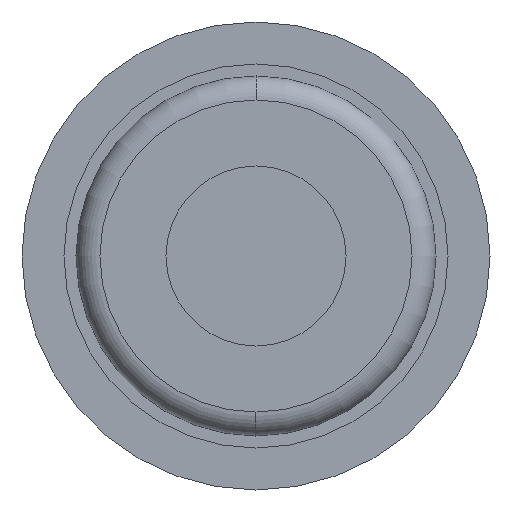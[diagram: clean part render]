
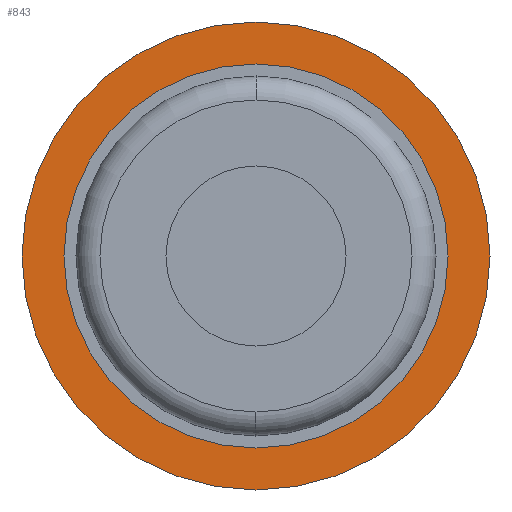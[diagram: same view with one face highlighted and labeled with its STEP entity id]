
A CAD part, front view. The second image highlights one B-rep face of the part: STEP entity #843.
In plain terms, the highlighted planar face has unit normal (0, -1, 0).
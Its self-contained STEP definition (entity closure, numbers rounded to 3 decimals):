
#16 = DIRECTION ( 'NONE',  ( 0., 0., 1. ) ) ;
#67 = CARTESIAN_POINT ( 'NONE',  ( 0., 0., 0. ) ) ;
#90 = EDGE_LOOP ( 'NONE', ( #850, #2462 ) ) ;
#102 = EDGE_CURVE ( 'NONE', #626, #2427, #1940, .T. ) ;
#233 = PLANE ( 'NONE',  #2674 ) ;
#247 = CARTESIAN_POINT ( 'NONE',  ( 0., 0., 0. ) ) ;
#356 = DIRECTION ( 'NONE',  ( 0., 0., -1. ) ) ;
#456 = DIRECTION ( 'NONE',  ( 1., 0., 0. ) ) ;
#626 = VERTEX_POINT ( 'NONE', #2708 ) ;
#744 = CIRCLE ( 'NONE', #2671, 16. ) ;
#843 = ADVANCED_FACE ( 'NONE', ( #2624, #2379 ), #233, .T. ) ;
#850 = ORIENTED_EDGE ( 'NONE', *, *, #102, .T. ) ;
#855 = EDGE_LOOP ( 'NONE', ( #2884, #857 ) ) ;
#857 = ORIENTED_EDGE ( 'NONE', *, *, #2965, .F. ) ;
#915 = AXIS2_PLACEMENT_3D ( 'NONE', #247, #2859, #16 ) ;
#1022 = DIRECTION ( 'NONE',  ( 0., -1., 0. ) ) ;
#1053 = DIRECTION ( 'NONE',  ( 0., 0., -1. ) ) ;
#1237 = DIRECTION ( 'NONE',  ( 0., -1., 0. ) ) ;
#1255 = CARTESIAN_POINT ( 'NONE',  ( 0., 0., 0. ) ) ;
#1285 = VERTEX_POINT ( 'NONE', #1943 ) ;
#1485 = CARTESIAN_POINT ( 'NONE',  ( 0., 0., -19.5 ) ) ;
#1747 = DIRECTION ( 'NONE',  ( 0., 0., 1. ) ) ;
#1775 = CIRCLE ( 'NONE', #2720, 16. ) ;
#1940 = CIRCLE ( 'NONE', #2189, 19.5 ) ;
#1943 = CARTESIAN_POINT ( 'NONE',  ( 0., 0., -16. ) ) ;
#2018 = CARTESIAN_POINT ( 'NONE',  ( 0., 0., 16. ) ) ;
#2106 = CIRCLE ( 'NONE', #915, 19.5 ) ;
#2114 = CARTESIAN_POINT ( 'NONE',  ( -19.862, 0., -19.5 ) ) ;
#2189 = AXIS2_PLACEMENT_3D ( 'NONE', #67, #1237, #1747 ) ;
#2249 = DIRECTION ( 'NONE',  ( 0., -1., 0. ) ) ;
#2330 = DIRECTION ( 'NONE',  ( 0., -1., 0. ) ) ;
#2379 = FACE_BOUND ( 'NONE', #855, .T. ) ;
#2414 = EDGE_CURVE ( 'NONE', #2427, #626, #2106, .T. ) ;
#2427 = VERTEX_POINT ( 'NONE', #1485 ) ;
#2462 = ORIENTED_EDGE ( 'NONE', *, *, #2414, .T. ) ;
#2624 = FACE_OUTER_BOUND ( 'NONE', #90, .T. ) ;
#2671 = AXIS2_PLACEMENT_3D ( 'NONE', #2915, #2249, #1053 ) ;
#2674 = AXIS2_PLACEMENT_3D ( 'NONE', #2114, #2330, #456 ) ;
#2708 = CARTESIAN_POINT ( 'NONE',  ( 0., 0., 19.5 ) ) ;
#2720 = AXIS2_PLACEMENT_3D ( 'NONE', #1255, #1022, #356 ) ;
#2859 = DIRECTION ( 'NONE',  ( 0., -1., 0. ) ) ;
#2884 = ORIENTED_EDGE ( 'NONE', *, *, #2961, .F. ) ;
#2915 = CARTESIAN_POINT ( 'NONE',  ( 0., 0., 0. ) ) ;
#2960 = VERTEX_POINT ( 'NONE', #2018 ) ;
#2961 = EDGE_CURVE ( 'NONE', #2960, #1285, #1775, .T. ) ;
#2965 = EDGE_CURVE ( 'NONE', #1285, #2960, #744, .T. ) ;
